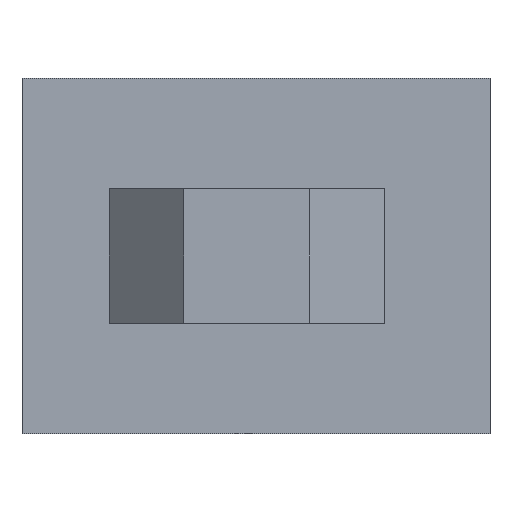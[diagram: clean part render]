
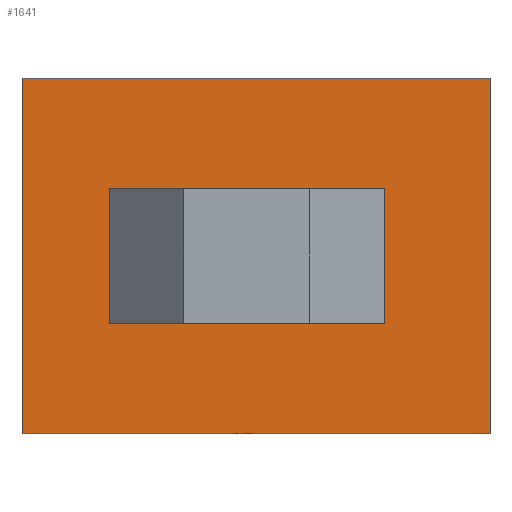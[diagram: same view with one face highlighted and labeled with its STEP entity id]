
A CAD part, left-side view. The second image highlights one B-rep face of the part: STEP entity #1641.
In plain terms, the highlighted planar face has unit normal (-1, 0, 0).
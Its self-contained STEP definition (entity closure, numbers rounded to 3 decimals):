
#24 = AXIS2_PLACEMENT_3D ( 'NONE', #396, #400, #392 ) ;
#93 = CARTESIAN_POINT ( 'NONE',  ( 0., -25., 19. ) ) ;
#112 = CARTESIAN_POINT ( 'NONE',  ( 0., 0., 0. ) ) ;
#187 = CARTESIAN_POINT ( 'NONE',  ( 0., -16., 9.25 ) ) ;
#195 = CARTESIAN_POINT ( 'NONE',  ( 0., -12.5, 12.75 ) ) ;
#198 = CARTESIAN_POINT ( 'NONE',  ( 0., -8., 12.75 ) ) ;
#207 = CARTESIAN_POINT ( 'NONE',  ( 0., -16., 6.25 ) ) ;
#211 = CARTESIAN_POINT ( 'NONE',  ( 0., 0., 19. ) ) ;
#216 = CARTESIAN_POINT ( 'NONE',  ( 0., -11.5, 6.25 ) ) ;
#217 = CARTESIAN_POINT ( 'NONE',  ( 0., -8., 9.75 ) ) ;
#218 = CARTESIAN_POINT ( 'NONE',  ( 0., -25., 0. ) ) ;
#227 = ORIENTED_EDGE ( 'NONE', *, *, #675, .F. ) ;
#258 = AXIS2_PLACEMENT_3D ( 'NONE', #1517, #1504, #1516 ) ;
#298 = CARTESIAN_POINT ( 'NONE',  ( 0., -8., 9.75 ) ) ;
#392 = DIRECTION ( 'NONE',  ( 0., 1., 0. ) ) ;
#394 = PLANE ( 'NONE',  #24 ) ;
#396 = CARTESIAN_POINT ( 'NONE',  ( 0., 0., 19. ) ) ;
#400 = DIRECTION ( 'NONE',  ( 1., 0., 0. ) ) ;
#675 = EDGE_CURVE ( 'NONE', #2115, #2109, #1201, .T. ) ;
#920 = EDGE_LOOP ( 'NONE', ( #2129, #2130, #2132, #2124, #2133, #227 ) ) ;
#944 = EDGE_LOOP ( 'NONE', ( #2122, #2125, #2134, #2123 ) ) ;
#1201 = CIRCLE ( 'NONE', #1670, 3.5 ) ;
#1376 = FACE_OUTER_BOUND ( 'NONE', #944, .T. ) ;
#1380 = FACE_BOUND ( 'NONE', #920, .T. ) ;
#1409 = LINE ( 'NONE', #298, #1416 ) ;
#1416 = VECTOR ( 'NONE', #1583, 1000. ) ;
#1422 = CIRCLE ( 'NONE', #258, 3.5 ) ;
#1429 = LINE ( 'NONE', #1513, #1436 ) ;
#1433 = LINE ( 'NONE', #1547, #1442 ) ;
#1435 = LINE ( 'NONE', #1479, #1438 ) ;
#1436 = VECTOR ( 'NONE', #1483, 1000. ) ;
#1437 = LINE ( 'NONE', #1468, #1440 ) ;
#1438 = VECTOR ( 'NONE', #1477, 1000. ) ;
#1440 = VECTOR ( 'NONE', #1466, 1000. ) ;
#1441 = LINE ( 'NONE', #1582, #1444 ) ;
#1442 = VECTOR ( 'NONE', #1465, 1000. ) ;
#1444 = VECTOR ( 'NONE', #1581, 1000. ) ;
#1445 = LINE ( 'NONE', #1580, #1448 ) ;
#1447 = LINE ( 'NONE', #1570, #1450 ) ;
#1448 = VECTOR ( 'NONE', #1571, 1000. ) ;
#1450 = VECTOR ( 'NONE', #1568, 1000. ) ;
#1465 = DIRECTION ( 'NONE',  ( 0., 0., -1. ) ) ;
#1466 = DIRECTION ( 'NONE',  ( 0., -1., 0. ) ) ;
#1468 = CARTESIAN_POINT ( 'NONE',  ( 0., 0., 0. ) ) ;
#1477 = DIRECTION ( 'NONE',  ( 0., -1., 0. ) ) ;
#1479 = CARTESIAN_POINT ( 'NONE',  ( 0., -11.5, 6.25 ) ) ;
#1483 = DIRECTION ( 'NONE',  ( 0., -1., 0. ) ) ;
#1504 = DIRECTION ( 'NONE',  ( -1., 0., 0. ) ) ;
#1513 = CARTESIAN_POINT ( 'NONE',  ( 0., 0., 19. ) ) ;
#1516 = DIRECTION ( 'NONE',  ( 0., -1., 0. ) ) ;
#1517 = CARTESIAN_POINT ( 'NONE',  ( 0., -11.5, 9.75 ) ) ;
#1547 = CARTESIAN_POINT ( 'NONE',  ( 0., 0., 19. ) ) ;
#1568 = DIRECTION ( 'NONE',  ( 0., 1., 0. ) ) ;
#1570 = CARTESIAN_POINT ( 'NONE',  ( 0., -8., 12.75 ) ) ;
#1571 = DIRECTION ( 'NONE',  ( 0., 0., 1. ) ) ;
#1580 = CARTESIAN_POINT ( 'NONE',  ( 0., -16., 6.25 ) ) ;
#1581 = DIRECTION ( 'NONE',  ( 0., 0., -1. ) ) ;
#1582 = CARTESIAN_POINT ( 'NONE',  ( 0., -25., 19. ) ) ;
#1583 = DIRECTION ( 'NONE',  ( 0., 0., -1. ) ) ;
#1641 = ADVANCED_FACE ( 'NONE', ( #1376, #1380 ), #394, .F. ) ;
#1670 = AXIS2_PLACEMENT_3D ( 'NONE', #2165, #2164, #2163 ) ;
#1685 = EDGE_CURVE ( 'NONE', #2107, #2092, #1409, .T. ) ;
#1691 = EDGE_CURVE ( 'NONE', #2092, #2093, #1422, .T. ) ;
#1697 = EDGE_CURVE ( 'NONE', #2096, #2082, #1429, .T. ) ;
#1698 = EDGE_CURVE ( 'NONE', #2093, #2099, #1435, .T. ) ;
#1699 = EDGE_CURVE ( 'NONE', #2084, #2091, #1437, .T. ) ;
#1700 = EDGE_CURVE ( 'NONE', #2096, #2084, #1433, .T. ) ;
#1701 = EDGE_CURVE ( 'NONE', #2082, #2091, #1441, .T. ) ;
#1704 = EDGE_CURVE ( 'NONE', #2099, #2115, #1445, .T. ) ;
#1705 = EDGE_CURVE ( 'NONE', #2109, #2107, #1447, .T. ) ;
#2082 = VERTEX_POINT ( 'NONE', #93 ) ;
#2084 = VERTEX_POINT ( 'NONE', #112 ) ;
#2091 = VERTEX_POINT ( 'NONE', #218 ) ;
#2092 = VERTEX_POINT ( 'NONE', #217 ) ;
#2093 = VERTEX_POINT ( 'NONE', #216 ) ;
#2096 = VERTEX_POINT ( 'NONE', #211 ) ;
#2099 = VERTEX_POINT ( 'NONE', #207 ) ;
#2107 = VERTEX_POINT ( 'NONE', #198 ) ;
#2109 = VERTEX_POINT ( 'NONE', #195 ) ;
#2115 = VERTEX_POINT ( 'NONE', #187 ) ;
#2122 = ORIENTED_EDGE ( 'NONE', *, *, #1699, .T. ) ;
#2123 = ORIENTED_EDGE ( 'NONE', *, *, #1700, .T. ) ;
#2124 = ORIENTED_EDGE ( 'NONE', *, *, #1685, .F. ) ;
#2125 = ORIENTED_EDGE ( 'NONE', *, *, #1701, .F. ) ;
#2129 = ORIENTED_EDGE ( 'NONE', *, *, #1704, .F. ) ;
#2130 = ORIENTED_EDGE ( 'NONE', *, *, #1698, .F. ) ;
#2132 = ORIENTED_EDGE ( 'NONE', *, *, #1691, .F. ) ;
#2133 = ORIENTED_EDGE ( 'NONE', *, *, #1705, .F. ) ;
#2134 = ORIENTED_EDGE ( 'NONE', *, *, #1697, .F. ) ;
#2163 = DIRECTION ( 'NONE',  ( 0., -1., 0. ) ) ;
#2164 = DIRECTION ( 'NONE',  ( -1., 0., 0. ) ) ;
#2165 = CARTESIAN_POINT ( 'NONE',  ( 0., -12.5, 9.25 ) ) ;
